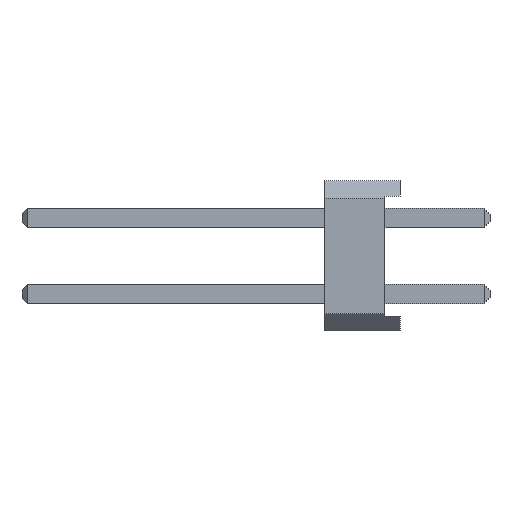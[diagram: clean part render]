
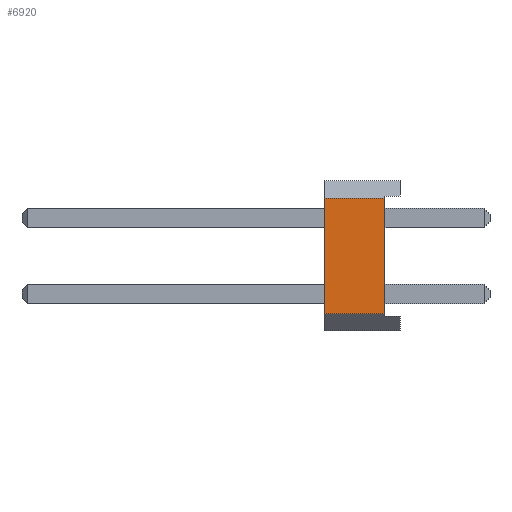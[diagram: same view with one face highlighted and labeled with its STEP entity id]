
A CAD part, left-side view. The second image highlights one B-rep face of the part: STEP entity #6920.
In plain terms, the highlighted planar face has unit normal (-1, 0, 0).
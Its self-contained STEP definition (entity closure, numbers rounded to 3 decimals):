
#324=FACE_OUTER_BOUND('',#728,.T.);
#728=EDGE_LOOP('',(#4970,#4971,#4972,#4973));
#1251=LINE('',#9825,#2137);
#1352=LINE('',#10012,#2238);
#1518=LINE('',#10343,#2404);
#1519=LINE('',#10344,#2405);
#2137=VECTOR('',#8080,1000.);
#2238=VECTOR('',#8183,1000.);
#2404=VECTOR('',#8415,1000.);
#2405=VECTOR('',#8416,1000.);
#2925=VERTEX_POINT('',#9822);
#2926=VERTEX_POINT('',#9824);
#3010=VERTEX_POINT('',#10009);
#3011=VERTEX_POINT('',#10011);
#3571=EDGE_CURVE('',#2925,#2926,#1251,.T.);
#3672=EDGE_CURVE('',#3011,#3010,#1352,.T.);
#3838=EDGE_CURVE('',#3010,#2926,#1518,.T.);
#3839=EDGE_CURVE('',#3011,#2925,#1519,.T.);
#4970=ORIENTED_EDGE('',*,*,#3838,.T.);
#4971=ORIENTED_EDGE('',*,*,#3571,.F.);
#4972=ORIENTED_EDGE('',*,*,#3839,.F.);
#4973=ORIENTED_EDGE('',*,*,#3672,.T.);
#6078=PLANE('',#7312);
#6920=ADVANCED_FACE('',(#324),#6078,.F.);
#7312=AXIS2_PLACEMENT_3D('',#10342,#8413,#8414);
#8080=DIRECTION('',(0.,0.,1.));
#8183=DIRECTION('',(0.,0.,1.));
#8413=DIRECTION('center_axis',(1.,0.,0.));
#8414=DIRECTION('ref_axis',(0.,0.,-1.));
#8415=DIRECTION('',(0.,1.,0.));
#8416=DIRECTION('',(0.,1.,0.));
#9822=CARTESIAN_POINT('',(-10.16,0.,-1.93));
#9824=CARTESIAN_POINT('',(-10.16,0.,1.93));
#9825=CARTESIAN_POINT('',(-10.16,0.,2.5));
#10009=CARTESIAN_POINT('',(-10.16,-2.,1.93));
#10011=CARTESIAN_POINT('',(-10.16,-2.,-1.93));
#10012=CARTESIAN_POINT('',(-10.16,-2.,-2.));
#10342=CARTESIAN_POINT('Origin',(-10.16,0.,0.));
#10343=CARTESIAN_POINT('',(-10.16,-5.5,1.93));
#10344=CARTESIAN_POINT('',(-10.16,-5.5,-1.93));
